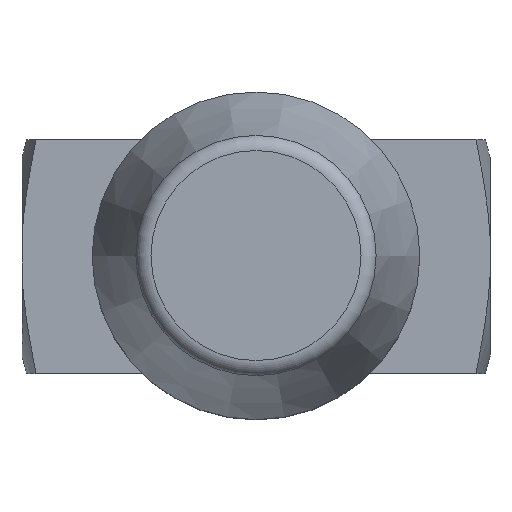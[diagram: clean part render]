
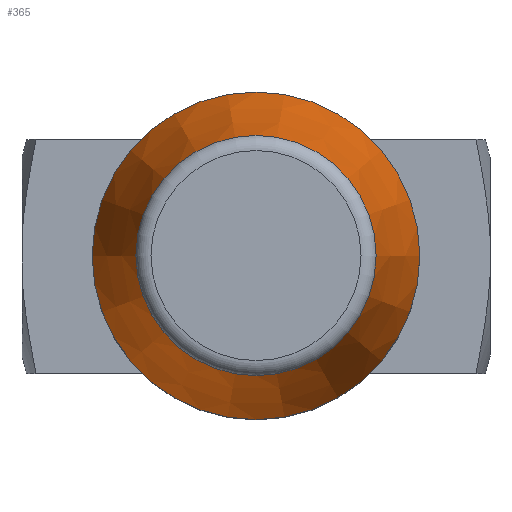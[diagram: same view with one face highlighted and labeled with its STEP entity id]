
A CAD part, top view. The second image highlights one B-rep face of the part: STEP entity #365.
In plain terms, the highlighted conical face has half-angle 15 degrees and reference radius 18 mm.
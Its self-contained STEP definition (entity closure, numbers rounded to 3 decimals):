
#65=CONICAL_SURFACE('',#398,18.,15.);
#80=FACE_BOUND('',#117,.T.);
#88=FACE_OUTER_BOUND('',#116,.T.);
#116=EDGE_LOOP('',(#253));
#117=EDGE_LOOP('',(#254));
#144=CIRCLE('',#393,21.);
#146=CIRCLE('',#397,15.397);
#163=VERTEX_POINT('',#549);
#165=VERTEX_POINT('',#555);
#198=EDGE_CURVE('',#163,#163,#144,.T.);
#200=EDGE_CURVE('',#165,#165,#146,.T.);
#253=ORIENTED_EDGE('',*,*,#198,.F.);
#254=ORIENTED_EDGE('',*,*,#200,.F.);
#365=ADVANCED_FACE('',(#88,#80),#65,.T.);
#393=AXIS2_PLACEMENT_3D('',#550,#444,#445);
#397=AXIS2_PLACEMENT_3D('',#556,#452,#453);
#398=AXIS2_PLACEMENT_3D('',#557,#454,#455);
#444=DIRECTION('center_axis',(0.,0.,-1.));
#445=DIRECTION('ref_axis',(0.,-1.,0.));
#452=DIRECTION('center_axis',(0.,0.,1.));
#453=DIRECTION('ref_axis',(-1.,0.,0.));
#454=DIRECTION('center_axis',(0.,0.,-1.));
#455=DIRECTION('ref_axis',(1.,0.,0.));
#549=CARTESIAN_POINT('',(21.,0.,59.408));
#550=CARTESIAN_POINT('Origin',(0.,0.,59.408));
#555=CARTESIAN_POINT('',(15.397,0.,80.318));
#556=CARTESIAN_POINT('Origin',(0.,0.,80.318));
#557=CARTESIAN_POINT('Origin',(0.,0.,70.604));
